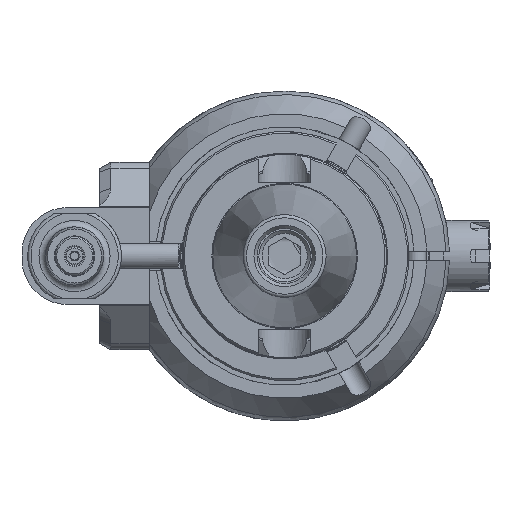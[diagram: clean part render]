
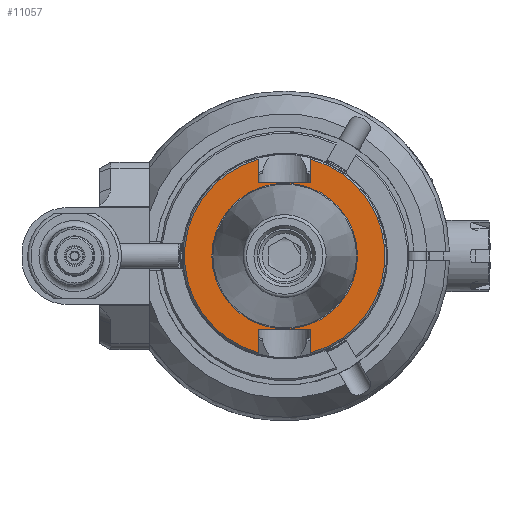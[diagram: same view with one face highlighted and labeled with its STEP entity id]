
A CAD part, left-side view. The second image highlights one B-rep face of the part: STEP entity #11057.
In plain terms, the highlighted planar face has unit normal (-1, 0, 0).
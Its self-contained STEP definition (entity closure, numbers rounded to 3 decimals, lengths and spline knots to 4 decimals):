
#310=FACE_BOUND('',#2536,.T.);
#973=CIRCLE('',#12261,0.8868);
#975=CIRCLE('',#12264,1.2205);
#976=CIRCLE('',#12265,1.2205);
#1776=FACE_OUTER_BOUND('',#2535,.T.);
#2535=EDGE_LOOP('',(#9645,#9646,#9647,#9648,#9649,#9650,#9651,#9652));
#2536=EDGE_LOOP('',(#9653));
#3414=LINE('',#49191,#4141);
#3415=LINE('',#49193,#4142);
#3416=LINE('',#49195,#4143);
#3417=LINE('',#49199,#4144);
#3418=LINE('',#49201,#4145);
#3419=LINE('',#49202,#4146);
#4141=VECTOR('',#15146,0.2888);
#4142=VECTOR('',#15147,0.6339);
#4143=VECTOR('',#15148,0.2888);
#4144=VECTOR('',#15151,0.2888);
#4145=VECTOR('',#15152,0.6339);
#4146=VECTOR('',#15153,0.2888);
#5170=VERTEX_POINT('',#49183);
#5171=VERTEX_POINT('',#49187);
#5172=VERTEX_POINT('',#49188);
#5173=VERTEX_POINT('',#49190);
#5174=VERTEX_POINT('',#49192);
#5175=VERTEX_POINT('',#49194);
#5176=VERTEX_POINT('',#49196);
#5177=VERTEX_POINT('',#49198);
#5178=VERTEX_POINT('',#49200);
#6692=EDGE_CURVE('',#5170,#5170,#973,.T.);
#6694=EDGE_CURVE('',#5171,#5172,#975,.T.);
#6695=EDGE_CURVE('',#5173,#5172,#3414,.T.);
#6696=EDGE_CURVE('',#5173,#5174,#3415,.T.);
#6697=EDGE_CURVE('',#5175,#5174,#3416,.T.);
#6698=EDGE_CURVE('',#5175,#5176,#976,.T.);
#6699=EDGE_CURVE('',#5177,#5176,#3417,.T.);
#6700=EDGE_CURVE('',#5178,#5177,#3418,.T.);
#6701=EDGE_CURVE('',#5171,#5178,#3419,.T.);
#9645=ORIENTED_EDGE('',*,*,#6694,.T.);
#9646=ORIENTED_EDGE('',*,*,#6695,.F.);
#9647=ORIENTED_EDGE('',*,*,#6696,.T.);
#9648=ORIENTED_EDGE('',*,*,#6697,.F.);
#9649=ORIENTED_EDGE('',*,*,#6698,.T.);
#9650=ORIENTED_EDGE('',*,*,#6699,.F.);
#9651=ORIENTED_EDGE('',*,*,#6700,.F.);
#9652=ORIENTED_EDGE('',*,*,#6701,.F.);
#9653=ORIENTED_EDGE('',*,*,#6692,.T.);
#10448=PLANE('',#12263);
#11057=ADVANCED_FACE('',(#1776,#310),#10448,.F.);
#12261=AXIS2_PLACEMENT_3D('',#49184,#15138,#15139);
#12263=AXIS2_PLACEMENT_3D('',#49186,#15142,#15143);
#12264=AXIS2_PLACEMENT_3D('',#49189,#15144,#15145);
#12265=AXIS2_PLACEMENT_3D('',#49197,#15149,#15150);
#15138=DIRECTION('center_axis',(1.,0.,0.));
#15139=DIRECTION('ref_axis',(0.,1.,0.));
#15142=DIRECTION('center_axis',(1.,0.,0.));
#15143=DIRECTION('ref_axis',(0.,-1.,0.));
#15144=DIRECTION('center_axis',(-1.,0.,0.));
#15145=DIRECTION('ref_axis',(0.,-0.26,-0.966));
#15146=DIRECTION('',(0.,0.,1.));
#15147=DIRECTION('',(0.,1.,0.));
#15148=DIRECTION('',(0.,0.,-1.));
#15149=DIRECTION('center_axis',(-1.,0.,0.));
#15150=DIRECTION('ref_axis',(0.,0.26,0.966));
#15151=DIRECTION('',(0.,0.,-1.));
#15152=DIRECTION('',(0.,1.,0.));
#15153=DIRECTION('',(0.,0.,1.));
#49183=CARTESIAN_POINT('',(-3.3071,0.8868,0.));
#49184=CARTESIAN_POINT('Origin',(-3.3071,0.,0.));
#49186=CARTESIAN_POINT('Origin',(-3.3071,-0.8927,0.));
#49187=CARTESIAN_POINT('',(-3.3071,-0.3169,-1.1786));
#49188=CARTESIAN_POINT('',(-3.3071,-0.3169,1.1786));
#49189=CARTESIAN_POINT('Origin',(-3.3071,0.,0.));
#49190=CARTESIAN_POINT('',(-3.3071,-0.3169,0.8898));
#49191=CARTESIAN_POINT('',(-3.3071,-0.3169,0.8898));
#49192=CARTESIAN_POINT('',(-3.3071,0.3169,0.8898));
#49193=CARTESIAN_POINT('',(-3.3071,-0.3169,0.8898));
#49194=CARTESIAN_POINT('',(-3.3071,0.3169,1.1786));
#49195=CARTESIAN_POINT('',(-3.3071,0.3169,1.1786));
#49196=CARTESIAN_POINT('',(-3.3071,0.3169,-1.1786));
#49197=CARTESIAN_POINT('Origin',(-3.3071,0.,0.));
#49198=CARTESIAN_POINT('',(-3.3071,0.3169,-0.8898));
#49199=CARTESIAN_POINT('',(-3.3071,0.3169,-0.8898));
#49200=CARTESIAN_POINT('',(-3.3071,-0.3169,-0.8898));
#49201=CARTESIAN_POINT('',(-3.3071,-0.3169,-0.8898));
#49202=CARTESIAN_POINT('',(-3.3071,-0.3169,-1.1786));
